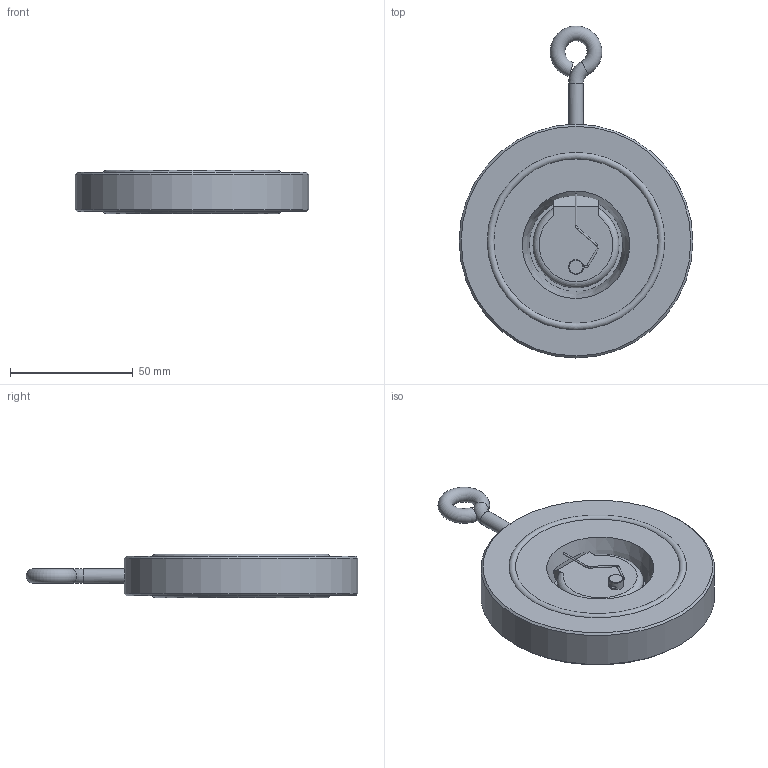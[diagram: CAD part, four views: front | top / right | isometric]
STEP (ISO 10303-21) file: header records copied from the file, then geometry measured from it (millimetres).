
FILE_DESCRIPTION (( 'STEP AP214' ), '1' );
FILE_NAME ('920-40-F.STEP', '2021-11-23T09:57:26', ( 'admin' ), ( 'Hewlett-Packard Company' ), 'SwSTEP 2.0', 'SolidWorks 2015', '' );
FILE_SCHEMA (( 'AUTOMOTIVE_DESIGN' ));
Length unit declared in the file: millimetre
Products named in the file (1): 920-40-F
Bounding box: 95 x 134.99 x 17.6 mm (x, y, z)
Volume: 105392.5 mm3; surface area: 23262.8 mm2
Topology: 1 solids, 2 shells, 51 faces, 115 edges, 74 vertices
Faces by surface type: plane 18, cylinder 14, torus 14, cone 5
Full cylindrical faces by diameter (mm): 0.7 x5, 5 x1, 6 x2, 22 x1, 95 x1
Entity records: 1456 total; most frequent: CARTESIAN_POINT 437, DIRECTION 213, ORIENTED_EDGE 154, AXIS2_PLACEMENT_3D 99, EDGE_LOOP 90, EDGE_CURVE 77, FACE_OUTER_BOUND 72, VERTEX_POINT 63
